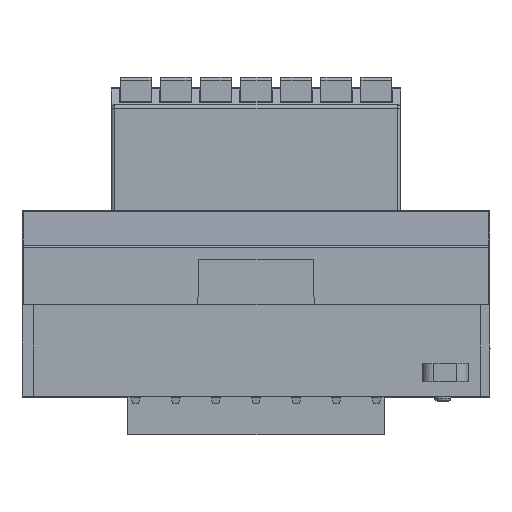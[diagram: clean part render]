
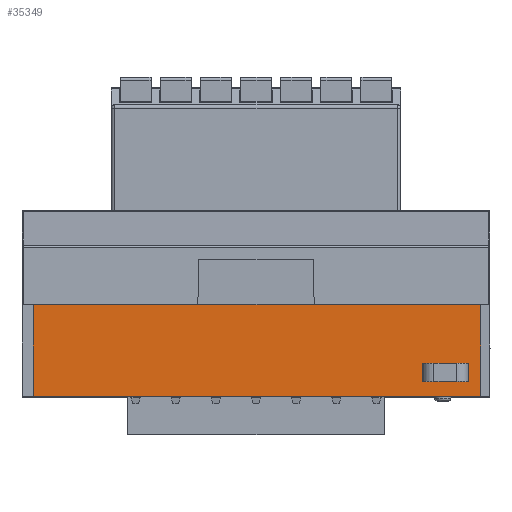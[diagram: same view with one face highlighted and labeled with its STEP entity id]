
A CAD part, top view. The second image highlights one B-rep face of the part: STEP entity #35349.
In plain terms, the highlighted planar face has unit normal (0, 0, 1).
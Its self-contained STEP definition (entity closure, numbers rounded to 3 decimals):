
#4388=DIRECTION('',(1.,0.,0.));
#4389=VECTOR('',#4388,0.756);
#4390=CARTESIAN_POINT('',(55.934,17.7,13.151));
#4391=LINE('',#4390,#4389);
#4392=DIRECTION('',(1.,0.,0.));
#4393=VECTOR('',#4392,0.586);
#4394=CARTESIAN_POINT('',(17.681,17.7,13.151));
#4395=LINE('',#4394,#4393);
#4404=DIRECTION('',(0.,1.,0.));
#4405=VECTOR('',#4404,8.);
#4406=CARTESIAN_POINT('',(17.681,9.7,13.151));
#4407=LINE('',#4406,#4405);
#4420=DIRECTION('',(0.,1.,0.));
#4421=VECTOR('',#4420,8.);
#4422=CARTESIAN_POINT('',(56.69,9.7,13.151));
#4423=LINE('',#4422,#4421);
#4424=DIRECTION('',(1.,0.,0.));
#4425=VECTOR('',#4424,39.009);
#4426=CARTESIAN_POINT('',(17.681,9.7,13.151));
#4427=LINE('',#4426,#4425);
#4428=DIRECTION('',(-0.005,-1.,0.));
#4429=VECTOR('',#4428,6.4);
#4430=CARTESIAN_POINT('',(18.3,24.1,13.151));
#4431=LINE('',#4430,#4429);
#4432=DIRECTION('',(-1.,0.,0.));
#4433=VECTOR('',#4432,37.6);
#4434=CARTESIAN_POINT('',(55.9,24.1,13.151));
#4435=LINE('',#4434,#4433);
#4436=DIRECTION('',(-0.005,1.,0.));
#4437=VECTOR('',#4436,6.4);
#4438=CARTESIAN_POINT('',(55.934,17.7,13.151));
#4439=LINE('',#4438,#4437);
#4440=DIRECTION('',(-1.,0.,0.));
#4441=VECTOR('',#4440,1.912);
#4442=CARTESIAN_POINT('',(55.589,11.,13.151));
#4443=LINE('',#4442,#4441);
#4444=DIRECTION('',(0.,1.,0.));
#4445=VECTOR('',#4444,1.6);
#4446=CARTESIAN_POINT('',(55.589,11.,13.151));
#4447=LINE('',#4446,#4445);
#4448=DIRECTION('',(-1.,0.,0.));
#4449=VECTOR('',#4448,1.912);
#4450=CARTESIAN_POINT('',(55.589,12.6,13.151));
#4451=LINE('',#4450,#4449);
#4452=DIRECTION('',(0.,-1.,0.));
#4453=VECTOR('',#4452,1.6);
#4454=CARTESIAN_POINT('',(53.677,12.6,13.151));
#4455=LINE('',#4454,#4453);
#4456=DIRECTION('',(-1.,0.,0.));
#4457=VECTOR('',#4456,1.512);
#4458=CARTESIAN_POINT('',(53.123,11.,13.151));
#4459=LINE('',#4458,#4457);
#4460=DIRECTION('',(0.,-1.,0.));
#4461=VECTOR('',#4460,1.6);
#4462=CARTESIAN_POINT('',(53.123,12.6,13.151));
#4463=LINE('',#4462,#4461);
#4464=DIRECTION('',(-1.,0.,0.));
#4465=VECTOR('',#4464,1.512);
#4466=CARTESIAN_POINT('',(53.123,12.6,13.151));
#4467=LINE('',#4466,#4465);
#4468=DIRECTION('',(0.,1.,0.));
#4469=VECTOR('',#4468,1.6);
#4470=CARTESIAN_POINT('',(51.611,11.,13.151));
#4471=LINE('',#4470,#4469);
#27913=CARTESIAN_POINT('',(56.69,17.7,13.151));
#27915=VERTEX_POINT('',#27913);
#27919=CARTESIAN_POINT('',(56.69,9.7,13.151));
#27920=VERTEX_POINT('',#27919);
#27972=CARTESIAN_POINT('',(17.681,9.7,13.151));
#27973=VERTEX_POINT('',#27972);
#28048=CARTESIAN_POINT('',(55.9,24.1,13.151));
#28049=CARTESIAN_POINT('',(18.3,24.1,13.151));
#28050=VERTEX_POINT('',#28048);
#28051=VERTEX_POINT('',#28049);
#28076=CARTESIAN_POINT('',(55.934,17.7,13.151));
#28077=VERTEX_POINT('',#28076);
#28078=CARTESIAN_POINT('',(17.681,17.7,13.151));
#28079=VERTEX_POINT('',#28078);
#28080=CARTESIAN_POINT('',(18.266,17.7,13.151));
#28081=VERTEX_POINT('',#28080);
#30228=CARTESIAN_POINT('',(55.589,11.,13.151));
#30229=CARTESIAN_POINT('',(53.677,11.,13.151));
#30230=VERTEX_POINT('',#30228);
#30231=VERTEX_POINT('',#30229);
#30232=CARTESIAN_POINT('',(53.123,11.,13.151));
#30233=CARTESIAN_POINT('',(51.611,11.,13.151));
#30234=VERTEX_POINT('',#30232);
#30235=VERTEX_POINT('',#30233);
#30236=CARTESIAN_POINT('',(55.589,12.6,13.151));
#30237=CARTESIAN_POINT('',(53.677,12.6,13.151));
#30238=VERTEX_POINT('',#30236);
#30239=VERTEX_POINT('',#30237);
#30240=CARTESIAN_POINT('',(53.123,12.6,13.151));
#30241=CARTESIAN_POINT('',(51.611,12.6,13.151));
#30242=VERTEX_POINT('',#30240);
#30243=VERTEX_POINT('',#30241);
#35314=CARTESIAN_POINT('',(37.185,16.9,13.151));
#35315=DIRECTION('',(0.,0.,1.));
#35316=DIRECTION('',(-1.,0.,0.));
#35317=AXIS2_PLACEMENT_3D('',#35314,#35315,#35316);
#35318=PLANE('',#35317);
#35319=ORIENTED_EDGE('',*,*,#35246,.T.);
#35321=ORIENTED_EDGE('',*,*,#35320,.F.);
#35322=ORIENTED_EDGE('',*,*,#33552,.F.);
#35323=ORIENTED_EDGE('',*,*,#35282,.T.);
#35324=ORIENTED_EDGE('',*,*,#35262,.T.);
#35326=ORIENTED_EDGE('',*,*,#35325,.F.);
#35328=ORIENTED_EDGE('',*,*,#35327,.F.);
#35330=ORIENTED_EDGE('',*,*,#35329,.F.);
#35331=EDGE_LOOP('',(#35319,#35321,#35322,#35323,#35324,#35326,#35328,#35330));
#35332=FACE_OUTER_BOUND('',#35331,.F.);
#35333=ORIENTED_EDGE('',*,*,#32797,.F.);
#35335=ORIENTED_EDGE('',*,*,#35334,.T.);
#35336=ORIENTED_EDGE('',*,*,#33067,.T.);
#35338=ORIENTED_EDGE('',*,*,#35337,.T.);
#35339=EDGE_LOOP('',(#35333,#35335,#35336,#35338));
#35340=FACE_BOUND('',#35339,.F.);
#35341=ORIENTED_EDGE('',*,*,#32801,.F.);
#35343=ORIENTED_EDGE('',*,*,#35342,.F.);
#35344=ORIENTED_EDGE('',*,*,#33075,.T.);
#35346=ORIENTED_EDGE('',*,*,#35345,.F.);
#35347=EDGE_LOOP('',(#35341,#35343,#35344,#35346));
#35348=FACE_BOUND('',#35347,.F.);
#35349=ADVANCED_FACE('',(#35332,#35340,#35348),#35318,.T.);
#32797=EDGE_CURVE('',#30230,#30231,#4443,.T.);
#32801=EDGE_CURVE('',#30234,#30235,#4459,.T.);
#33067=EDGE_CURVE('',#30238,#30239,#4451,.T.);
#33075=EDGE_CURVE('',#30242,#30243,#4467,.T.);
#33552=EDGE_CURVE('',#27973,#27920,#4427,.T.);
#35246=EDGE_CURVE('',#28077,#27915,#4391,.T.);
#35262=EDGE_CURVE('',#28079,#28081,#4395,.T.);
#35282=EDGE_CURVE('',#27973,#28079,#4407,.T.);
#35320=EDGE_CURVE('',#27920,#27915,#4423,.T.);
#35325=EDGE_CURVE('',#28051,#28081,#4431,.T.);
#35327=EDGE_CURVE('',#28050,#28051,#4435,.T.);
#35329=EDGE_CURVE('',#28077,#28050,#4439,.T.);
#35334=EDGE_CURVE('',#30230,#30238,#4447,.T.);
#35337=EDGE_CURVE('',#30239,#30231,#4455,.T.);
#35342=EDGE_CURVE('',#30242,#30234,#4463,.T.);
#35345=EDGE_CURVE('',#30235,#30243,#4471,.T.);
